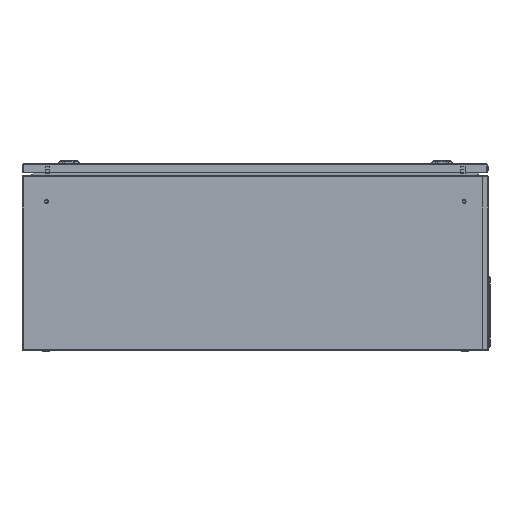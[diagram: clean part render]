
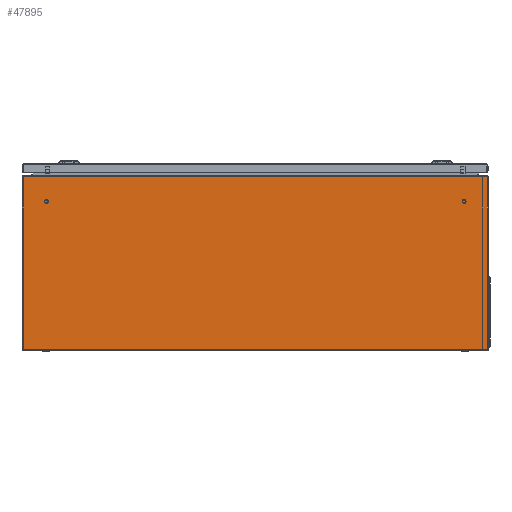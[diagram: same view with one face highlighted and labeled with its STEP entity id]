
A CAD part, left-side view. The second image highlights one B-rep face of the part: STEP entity #47895.
In plain terms, the highlighted planar face has unit normal (-1, 0, 0).
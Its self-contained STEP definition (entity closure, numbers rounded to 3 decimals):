
#3554 = DIRECTION ( 'NONE',  ( 0., 0., -1. ) ) ;
#3923 = VECTOR ( 'NONE', #88956, 1000. ) ;
#4184 = LINE ( 'NONE', #36324, #42291 ) ;
#7733 = VERTEX_POINT ( 'NONE', #73856 ) ;
#10726 = EDGE_CURVE ( 'NONE', #77742, #69046, #4184, .T. ) ;
#12860 = DIRECTION ( 'NONE',  ( 0., 0., 1. ) ) ;
#12893 = CARTESIAN_POINT ( 'NONE',  ( -1.2, 185.1, 497. ) ) ;
#15243 = CARTESIAN_POINT ( 'NONE',  ( -1.2, -185.1, 496.95 ) ) ;
#16846 = EDGE_CURVE ( 'NONE', #77742, #19474, #30347, .T. ) ;
#18277 = DIRECTION ( 'NONE',  ( 0., 0., -1. ) ) ;
#18526 = VECTOR ( 'NONE', #12860, 1000. ) ;
#18708 = DIRECTION ( 'NONE',  ( 1., 0., 0. ) ) ;
#19474 = VERTEX_POINT ( 'NONE', #29152 ) ;
#25026 = EDGE_CURVE ( 'NONE', #7733, #26644, #52762, .T. ) ;
#25041 = LINE ( 'NONE', #57057, #3923 ) ;
#26556 = FACE_OUTER_BOUND ( 'NONE', #90941, .T. ) ;
#26644 = VERTEX_POINT ( 'NONE', #89528 ) ;
#29152 = CARTESIAN_POINT ( 'NONE',  ( -1.2, -185.1, -497.6 ) ) ;
#30307 = VECTOR ( 'NONE', #44910, 1000. ) ;
#30347 = LINE ( 'NONE', #62397, #57945 ) ;
#30797 = ORIENTED_EDGE ( 'NONE', *, *, #51088, .F. ) ;
#31221 = ORIENTED_EDGE ( 'NONE', *, *, #83423, .T. ) ;
#32265 = ORIENTED_EDGE ( 'NONE', *, *, #25026, .F. ) ;
#32518 = ORIENTED_EDGE ( 'NONE', *, *, #100158, .T. ) ;
#33309 = ORIENTED_EDGE ( 'NONE', *, *, #16846, .F. ) ;
#33692 = ORIENTED_EDGE ( 'NONE', *, *, #10726, .T. ) ;
#33973 = ORIENTED_EDGE ( 'NONE', *, *, #74223, .F. ) ;
#36324 = CARTESIAN_POINT ( 'NONE',  ( -1.2, -185.1, -497.55 ) ) ;
#37434 = VERTEX_POINT ( 'NONE', #91691 ) ;
#42291 = VECTOR ( 'NONE', #68405, 1000. ) ;
#43919 = VERTEX_POINT ( 'NONE', #99570 ) ;
#44910 = DIRECTION ( 'NONE',  ( 0., -1., 0. ) ) ;
#47895 = ADVANCED_FACE ( 'NONE', ( #26556 ), #58581, .F. ) ;
#50009 = AXIS2_PLACEMENT_3D ( 'NONE', #90454, #18708, #50668 ) ;
#50668 = DIRECTION ( 'NONE',  ( 0., 0., -1. ) ) ;
#50911 = VECTOR ( 'NONE', #18277, 1000. ) ;
#51088 = EDGE_CURVE ( 'NONE', #37434, #43919, #84741, .T. ) ;
#51386 = LINE ( 'NONE', #75579, #82028 ) ;
#52762 = LINE ( 'NONE', #84710, #18526 ) ;
#57057 = CARTESIAN_POINT ( 'NONE',  ( -1.2, 185.1, -497.6 ) ) ;
#57945 = VECTOR ( 'NONE', #94229, 1000. ) ;
#58166 = LINE ( 'NONE', #90034, #50911 ) ;
#58581 = PLANE ( 'NONE',  #50009 ) ;
#62397 = CARTESIAN_POINT ( 'NONE',  ( -1.2, -185.1, 498.8 ) ) ;
#68405 = DIRECTION ( 'NONE',  ( 0., 0., 1. ) ) ;
#69046 = VERTEX_POINT ( 'NONE', #15243 ) ;
#73856 = CARTESIAN_POINT ( 'NONE',  ( -1.2, 185.1, -497.6 ) ) ;
#74223 = EDGE_CURVE ( 'NONE', #43919, #69046, #58166, .T. ) ;
#75579 = CARTESIAN_POINT ( 'NONE',  ( -1.2, 185.1, 497. ) ) ;
#77742 = VERTEX_POINT ( 'NONE', #98144 ) ;
#82028 = VECTOR ( 'NONE', #3554, 1000. ) ;
#83423 = EDGE_CURVE ( 'NONE', #37434, #26644, #51386, .T. ) ;
#84710 = CARTESIAN_POINT ( 'NONE',  ( -1.2, 185.1, 498.8 ) ) ;
#84741 = LINE ( 'NONE', #12893, #30307 ) ;
#88956 = DIRECTION ( 'NONE',  ( 0., -1., 0. ) ) ;
#89528 = CARTESIAN_POINT ( 'NONE',  ( -1.2, 185.1, -497.3 ) ) ;
#90034 = CARTESIAN_POINT ( 'NONE',  ( -1.2, -185.1, 498.8 ) ) ;
#90454 = CARTESIAN_POINT ( 'NONE',  ( -1.2, -185.1, -498.8 ) ) ;
#90941 = EDGE_LOOP ( 'NONE', ( #30797, #31221, #32265, #32518, #33309, #33692, #33973 ) ) ;
#91691 = CARTESIAN_POINT ( 'NONE',  ( -1.2, 185.1, 497. ) ) ;
#94229 = DIRECTION ( 'NONE',  ( 0., 0., -1. ) ) ;
#98144 = CARTESIAN_POINT ( 'NONE',  ( -1.2, -185.1, -497.55 ) ) ;
#99570 = CARTESIAN_POINT ( 'NONE',  ( -1.2, -185.1, 497. ) ) ;
#100158 = EDGE_CURVE ( 'NONE', #7733, #19474, #25041, .T. ) ;
